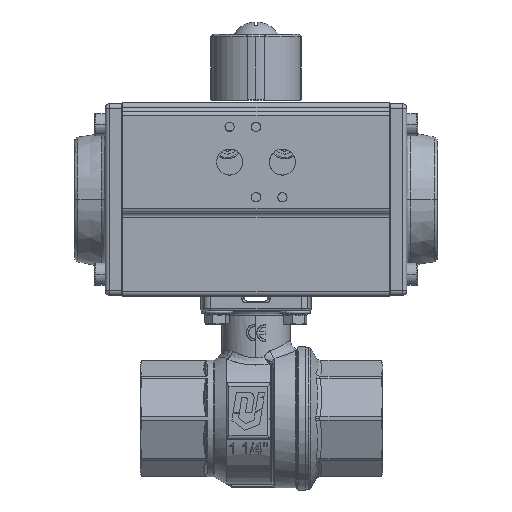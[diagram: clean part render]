
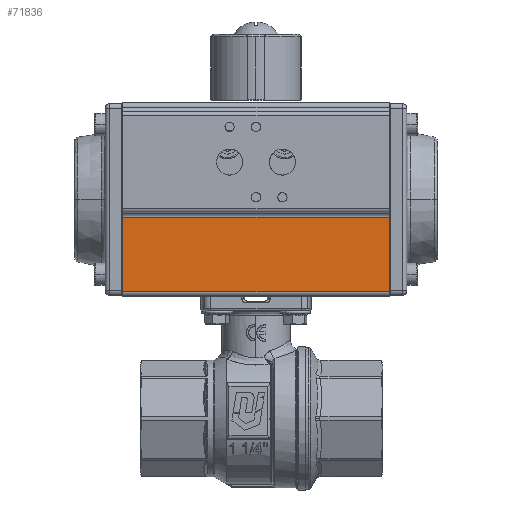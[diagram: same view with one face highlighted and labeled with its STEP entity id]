
A CAD part, front view. The second image highlights one B-rep face of the part: STEP entity #71836.
In plain terms, the highlighted planar face has unit normal (0, 1, 0).
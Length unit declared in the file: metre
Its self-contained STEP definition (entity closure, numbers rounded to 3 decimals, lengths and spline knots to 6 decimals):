
#3350 = DIRECTION ( 'NONE',  ( 0., 0., -1. ) ) ;
#3584 = LINE ( 'NONE', #59905, #43321 ) ;
#10772 = VERTEX_POINT ( 'NONE', #87141 ) ;
#10950 = DIRECTION ( 'NONE',  ( -1., 0., 0. ) ) ;
#12820 = VECTOR ( 'NONE', #37087, 1. ) ;
#13155 = ORIENTED_EDGE ( 'NONE', *, *, #61972, .T. ) ;
#13322 = EDGE_CURVE ( 'NONE', #47137, #10772, #32376, .T. ) ;
#16343 = CARTESIAN_POINT ( 'NONE',  ( -0.074781, -0.06786, 0.18486 ) ) ;
#18283 = DIRECTION ( 'NONE',  ( 1., 0., 0. ) ) ;
#22375 = DIRECTION ( 'NONE',  ( 0., 1., 0. ) ) ;
#29669 = VERTEX_POINT ( 'NONE', #54652 ) ;
#32376 = LINE ( 'NONE', #88714, #68458 ) ;
#37087 = DIRECTION ( 'NONE',  ( 0., 0., 1. ) ) ;
#39763 = AXIS2_PLACEMENT_3D ( 'NONE', #50092, #22375, #78268 ) ;
#39853 = CARTESIAN_POINT ( 'NONE',  ( -0.074781, -0.06786, 0.18486 ) ) ;
#43321 = VECTOR ( 'NONE', #10950, 1. ) ;
#44924 = EDGE_LOOP ( 'NONE', ( #13155, #67598, #55500, #72379 ) ) ;
#47137 = VERTEX_POINT ( 'NONE', #72775 ) ;
#48349 = VECTOR ( 'NONE', #18283, 1. ) ;
#50092 = CARTESIAN_POINT ( 'NONE',  ( -0.074781, -0.06786, 0.18486 ) ) ;
#50550 = FACE_OUTER_BOUND ( 'NONE', #44924, .T. ) ;
#54652 = CARTESIAN_POINT ( 'NONE',  ( -0.074781, -0.06786, 0.15086 ) ) ;
#55500 = ORIENTED_EDGE ( 'NONE', *, *, #80128, .T. ) ;
#57738 = LINE ( 'NONE', #60348, #48349 ) ;
#57997 = VERTEX_POINT ( 'NONE', #39853 ) ;
#59905 = CARTESIAN_POINT ( 'NONE',  ( -0.074781, -0.06786, 0.15086 ) ) ;
#60348 = CARTESIAN_POINT ( 'NONE',  ( -0.074781, -0.06786, 0.18486 ) ) ;
#60968 = EDGE_CURVE ( 'NONE', #29669, #57997, #87369, .T. ) ;
#61972 = EDGE_CURVE ( 'NONE', #57997, #47137, #57738, .T. ) ;
#64454 = PLANE ( 'NONE',  #39763 ) ;
#67598 = ORIENTED_EDGE ( 'NONE', *, *, #13322, .T. ) ;
#68458 = VECTOR ( 'NONE', #3350, 1. ) ;
#71836 = ADVANCED_FACE ( 'NONE', ( #50550 ), #64454, .T. ) ;
#72379 = ORIENTED_EDGE ( 'NONE', *, *, #60968, .T. ) ;
#72775 = CARTESIAN_POINT ( 'NONE',  ( 0.046219, -0.06786, 0.18486 ) ) ;
#78268 = DIRECTION ( 'NONE',  ( 0., 0., 1. ) ) ;
#80128 = EDGE_CURVE ( 'NONE', #10772, #29669, #3584, .T. ) ;
#87141 = CARTESIAN_POINT ( 'NONE',  ( 0.046219, -0.06786, 0.15086 ) ) ;
#87369 = LINE ( 'NONE', #16343, #12820 ) ;
#88714 = CARTESIAN_POINT ( 'NONE',  ( 0.046219, -0.06786, 0.18486 ) ) ;
